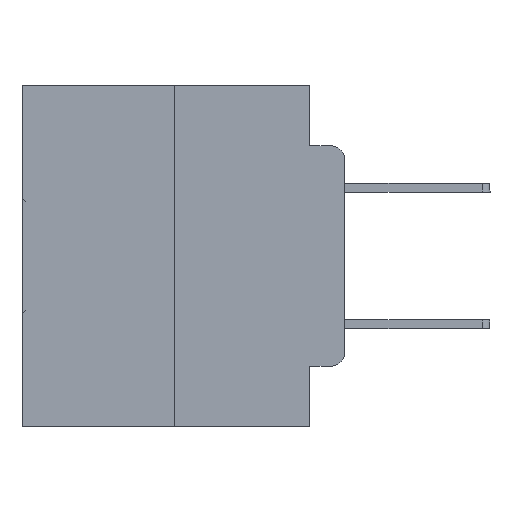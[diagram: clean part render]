
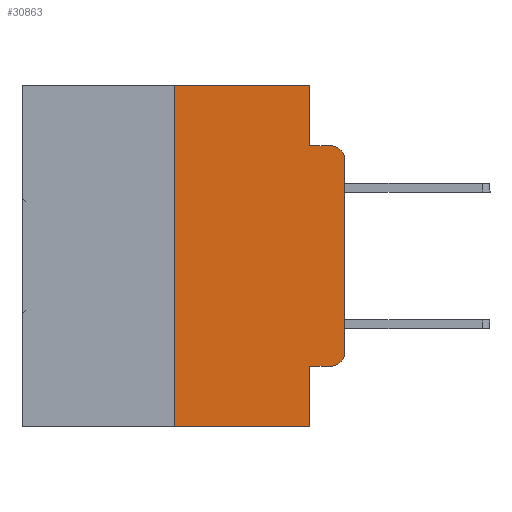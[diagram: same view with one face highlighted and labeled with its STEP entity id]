
A CAD part, left-side view. The second image highlights one B-rep face of the part: STEP entity #30863.
In plain terms, the highlighted planar face has unit normal (-1, 0, 0).
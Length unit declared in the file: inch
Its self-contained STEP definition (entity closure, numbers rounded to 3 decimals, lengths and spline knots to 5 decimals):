
#593 = CARTESIAN_POINT ( 'NONE',  ( 0., 0.02, -0.4115 ) ) ;
#606 = ORIENTED_EDGE ( 'NONE', *, *, #12106, .T. ) ;
#623 = DIRECTION ( 'NONE',  ( 0., -1., 0. ) ) ;
#654 = FACE_OUTER_BOUND ( 'NONE', #2480, .T. ) ;
#706 = VERTEX_POINT ( 'NONE', #4463 ) ;
#712 = DIRECTION ( 'NONE',  ( 0., 0., 1. ) ) ;
#913 = CARTESIAN_POINT ( 'NONE',  ( 0., 0.051, 0. ) ) ;
#959 = DIRECTION ( 'NONE',  ( 0., 0., -1. ) ) ;
#2372 = CARTESIAN_POINT ( 'NONE',  ( 0., 0.051, -0.4115 ) ) ;
#2480 = EDGE_LOOP ( 'NONE', ( #19432, #10983, #31076, #6030, #9482, #15995, #20913, #27361, #606, #7936 ) ) ;
#2628 = EDGE_CURVE ( 'NONE', #21387, #6099, #11082, .T. ) ;
#3329 = CARTESIAN_POINT ( 'NONE',  ( 0., 0.473, 0. ) ) ;
#3895 = VERTEX_POINT ( 'NONE', #593 ) ;
#4463 = CARTESIAN_POINT ( 'NONE',  ( 0., 0.051, -0.5 ) ) ;
#5260 = EDGE_CURVE ( 'NONE', #30224, #706, #5602, .T. ) ;
#5602 = LINE ( 'NONE', #18324, #29924 ) ;
#6030 = ORIENTED_EDGE ( 'NONE', *, *, #17786, .F. ) ;
#6099 = VERTEX_POINT ( 'NONE', #14975 ) ;
#6659 = LINE ( 'NONE', #15445, #13187 ) ;
#7561 = VERTEX_POINT ( 'NONE', #11252 ) ;
#7631 = VECTOR ( 'NONE', #12746, 39.37008 ) ;
#7912 = EDGE_CURVE ( 'NONE', #3895, #30454, #16265, .T. ) ;
#7936 = ORIENTED_EDGE ( 'NONE', *, *, #7912, .T. ) ;
#8386 = VECTOR ( 'NONE', #12032, 39.37008 ) ;
#8955 = CARTESIAN_POINT ( 'NONE',  ( 0., 0.02, -0.1085 ) ) ;
#9482 = ORIENTED_EDGE ( 'NONE', *, *, #20583, .F. ) ;
#9672 = CARTESIAN_POINT ( 'NONE',  ( 0., 0.051, -0.0885 ) ) ;
#10427 = CARTESIAN_POINT ( 'NONE',  ( 0., 0.473, 0. ) ) ;
#10904 = VECTOR ( 'NONE', #26206, 39.37008 ) ;
#10983 = ORIENTED_EDGE ( 'NONE', *, *, #2628, .T. ) ;
#11082 = CIRCLE ( 'NONE', #29518, 0.02 ) ;
#11252 = CARTESIAN_POINT ( 'NONE',  ( 0., 0.051, -0.0885 ) ) ;
#11864 = VERTEX_POINT ( 'NONE', #27212 ) ;
#12032 = DIRECTION ( 'NONE',  ( 0., -1., 0. ) ) ;
#12106 = EDGE_CURVE ( 'NONE', #26905, #3895, #15676, .T. ) ;
#12620 = DIRECTION ( 'NONE',  ( -1., 0., 0. ) ) ;
#12632 = CARTESIAN_POINT ( 'NONE',  ( 0., 0.02, -0.3915 ) ) ;
#12746 = DIRECTION ( 'NONE',  ( 0., 0., 1. ) ) ;
#12767 = LINE ( 'NONE', #10427, #24935 ) ;
#13187 = VECTOR ( 'NONE', #712, 39.37008 ) ;
#13741 = DIRECTION ( 'NONE',  ( 0., 0., -1. ) ) ;
#13976 = DIRECTION ( 'NONE',  ( 0., 0., -1. ) ) ;
#14094 = CARTESIAN_POINT ( 'NONE',  ( 0., 0.051, 0. ) ) ;
#14896 = LINE ( 'NONE', #9672, #21370 ) ;
#14975 = CARTESIAN_POINT ( 'NONE',  ( 0., 0.02, -0.0885 ) ) ;
#15059 = EDGE_CURVE ( 'NONE', #30224, #11864, #20608, .T. ) ;
#15085 = DIRECTION ( 'NONE',  ( 0., 0., -1. ) ) ;
#15445 = CARTESIAN_POINT ( 'NONE',  ( 0., 0., 0. ) ) ;
#15676 = LINE ( 'NONE', #16835, #8386 ) ;
#15685 = DIRECTION ( 'NONE',  ( 1., 0., 0. ) ) ;
#15995 = ORIENTED_EDGE ( 'NONE', *, *, #15059, .F. ) ;
#16169 = EDGE_CURVE ( 'NONE', #7561, #6099, #14896, .T. ) ;
#16265 = CIRCLE ( 'NONE', #22562, 0.02 ) ;
#16835 = CARTESIAN_POINT ( 'NONE',  ( 0., 0.051, -0.4115 ) ) ;
#17619 = CARTESIAN_POINT ( 'NONE',  ( 0., 0.25, -0.5 ) ) ;
#17786 = EDGE_CURVE ( 'NONE', #29707, #7561, #18591, .T. ) ;
#18324 = CARTESIAN_POINT ( 'NONE',  ( 0., 0.473, -0.5 ) ) ;
#18591 = LINE ( 'NONE', #28283, #24287 ) ;
#19432 = ORIENTED_EDGE ( 'NONE', *, *, #27781, .T. ) ;
#20583 = EDGE_CURVE ( 'NONE', #11864, #29707, #12767, .T. ) ;
#20608 = LINE ( 'NONE', #24859, #7631 ) ;
#20913 = ORIENTED_EDGE ( 'NONE', *, *, #5260, .T. ) ;
#21370 = VECTOR ( 'NONE', #26687, 39.37008 ) ;
#21387 = VERTEX_POINT ( 'NONE', #22831 ) ;
#22562 = AXIS2_PLACEMENT_3D ( 'NONE', #12632, #29567, #15085 ) ;
#22831 = CARTESIAN_POINT ( 'NONE',  ( 0., 0., -0.1085 ) ) ;
#23225 = DIRECTION ( 'NONE',  ( 0., -1., 0. ) ) ;
#23884 = CARTESIAN_POINT ( 'NONE',  ( 0., 0., -0.3915 ) ) ;
#24287 = VECTOR ( 'NONE', #13741, 39.37008 ) ;
#24859 = CARTESIAN_POINT ( 'NONE',  ( 0., 0.25, 0. ) ) ;
#24935 = VECTOR ( 'NONE', #623, 39.37008 ) ;
#25338 = PLANE ( 'NONE',  #31042 ) ;
#26206 = DIRECTION ( 'NONE',  ( 0., 0., -1. ) ) ;
#26687 = DIRECTION ( 'NONE',  ( 0., -1., 0. ) ) ;
#26768 = EDGE_CURVE ( 'NONE', #26905, #706, #30970, .T. ) ;
#26905 = VERTEX_POINT ( 'NONE', #2372 ) ;
#27212 = CARTESIAN_POINT ( 'NONE',  ( 0., 0.25, 0. ) ) ;
#27361 = ORIENTED_EDGE ( 'NONE', *, *, #26768, .F. ) ;
#27781 = EDGE_CURVE ( 'NONE', #30454, #21387, #6659, .T. ) ;
#28283 = CARTESIAN_POINT ( 'NONE',  ( 0., 0.051, 0. ) ) ;
#29518 = AXIS2_PLACEMENT_3D ( 'NONE', #8955, #12620, #13976 ) ;
#29567 = DIRECTION ( 'NONE',  ( -1., 0., 0. ) ) ;
#29707 = VERTEX_POINT ( 'NONE', #913 ) ;
#29924 = VECTOR ( 'NONE', #23225, 39.37008 ) ;
#30224 = VERTEX_POINT ( 'NONE', #17619 ) ;
#30454 = VERTEX_POINT ( 'NONE', #23884 ) ;
#30863 = ADVANCED_FACE ( 'NONE', ( #654 ), #25338, .F. ) ;
#30970 = LINE ( 'NONE', #14094, #10904 ) ;
#31042 = AXIS2_PLACEMENT_3D ( 'NONE', #3329, #15685, #959 ) ;
#31076 = ORIENTED_EDGE ( 'NONE', *, *, #16169, .F. ) ;
